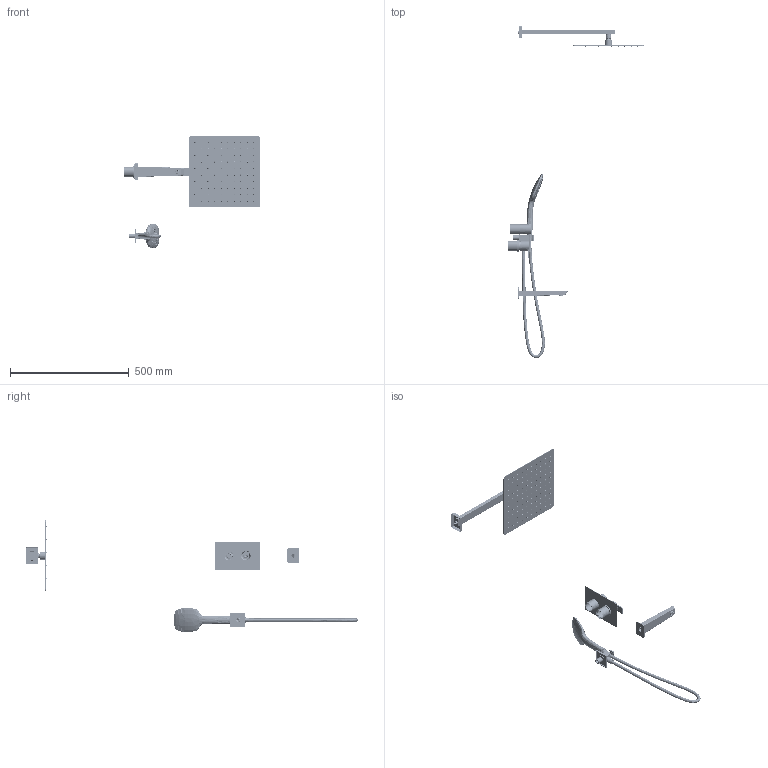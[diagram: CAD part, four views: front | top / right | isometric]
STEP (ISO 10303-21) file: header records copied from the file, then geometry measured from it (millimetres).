
FILE_DESCRIPTION (( 'STEP AP203' ), '1' );
FILE_NAME ('94DP11215.STEP', '2025-09-02T11:18:48', ( '' ), ( '' ), 'SwSTEP 2.0', 'SolidWorks 2021', '' );
FILE_SCHEMA (( 'CONFIG_CONTROL_DESIGN' ));
Products named in the file (1): 94DP11215
Bounding box: 572.94 x 1397.17 x 470.48 mm (x, y, z)
Volume: 896052.3 mm3; surface area: 821584.5 mm2
Topology: 127 solids, 127 shells, 7696 faces, 19194 edges, 12448 vertices
Faces by surface type: bspline 3057, plane 2979, cylinder 1264, cone 370, torus 21, sphere 5
Full cylindrical faces by diameter (mm): 1.5 x100, 1.7 x102, 2 x1, 3.1 x150, 3.3 x100, 3.6 x50, 4.2 x2, 4.4 x50, 4.5 x2, 5 x102, 6.2 x2, 6.8 x1, 7 x1, 8.8 x1, 9.2 x1, 9.5 x1, 10 x101, 10.5 x2, 11 x1, 12.13 x1, 12.45 x1, 12.5 x1, 12.8 x1, 13.4 x2, 13.55 x1, 14 x2, 14.95 x1, 15 x3, 15.75 x1, 16 x2
Entity records: 511135 total; most frequent: CARTESIAN_POINT 367009, ORIENTED_EDGE 31784, DIRECTION 21083, EDGE_CURVE 15892, VERTEX_POINT 11522, EDGE_LOOP 11430, FACE_OUTER_BOUND 9709, AXIS2_PLACEMENT_3D 8197
